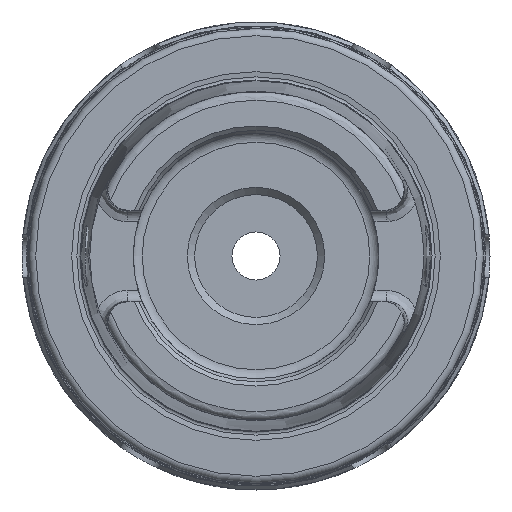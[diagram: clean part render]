
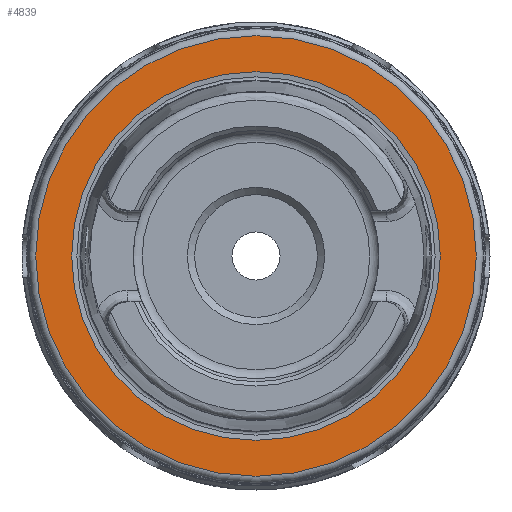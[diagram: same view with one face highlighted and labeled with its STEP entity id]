
A CAD part, left-side view. The second image highlights one B-rep face of the part: STEP entity #4839.
In plain terms, the highlighted planar face has unit normal (-1, 0, 0).
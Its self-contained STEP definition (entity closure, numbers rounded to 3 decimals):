
#90=FACE_BOUND('',#718,.T.);
#206=PLANE('',#5293);
#447=FACE_OUTER_BOUND('',#717,.T.);
#717=EDGE_LOOP('',(#3985,#3986));
#718=EDGE_LOOP('',(#3987,#3988));
#1169=CIRCLE('',#5291,25.521);
#1170=CIRCLE('',#5292,25.521);
#1171=CIRCLE('',#5294,30.5);
#1172=CIRCLE('',#5295,30.5);
#2082=VERTEX_POINT('',#9716);
#2083=VERTEX_POINT('',#9718);
#2084=VERTEX_POINT('',#9722);
#2085=VERTEX_POINT('',#9723);
#2763=EDGE_CURVE('',#2083,#2082,#1169,.T.);
#2764=EDGE_CURVE('',#2082,#2083,#1170,.T.);
#2765=EDGE_CURVE('',#2084,#2085,#1171,.T.);
#2766=EDGE_CURVE('',#2085,#2084,#1172,.T.);
#3985=ORIENTED_EDGE('',*,*,#2765,.F.);
#3986=ORIENTED_EDGE('',*,*,#2766,.F.);
#3987=ORIENTED_EDGE('',*,*,#2763,.T.);
#3988=ORIENTED_EDGE('',*,*,#2764,.T.);
#4839=ADVANCED_FACE('',(#447,#90),#206,.T.);
#5291=AXIS2_PLACEMENT_3D('',#9719,#6357,#6358);
#5292=AXIS2_PLACEMENT_3D('',#9720,#6359,#6360);
#5293=AXIS2_PLACEMENT_3D('',#9721,#6361,#6362);
#5294=AXIS2_PLACEMENT_3D('',#9724,#6363,#6364);
#5295=AXIS2_PLACEMENT_3D('',#9725,#6365,#6366);
#6357=DIRECTION('center_axis',(1.,0.,0.));
#6358=DIRECTION('ref_axis',(0.,0.,-1.));
#6359=DIRECTION('center_axis',(1.,0.,0.));
#6360=DIRECTION('ref_axis',(0.,0.,-1.));
#6361=DIRECTION('center_axis',(-1.,0.,0.));
#6362=DIRECTION('ref_axis',(0.,0.,1.));
#6363=DIRECTION('center_axis',(1.,0.,0.));
#6364=DIRECTION('ref_axis',(0.,0.,-1.));
#6365=DIRECTION('center_axis',(1.,0.,0.));
#6366=DIRECTION('ref_axis',(0.,0.,-1.));
#9716=CARTESIAN_POINT('',(0.,-25.521,0.));
#9718=CARTESIAN_POINT('',(0.,25.521,0.));
#9719=CARTESIAN_POINT('Origin',(0.,0.,
0.));
#9720=CARTESIAN_POINT('Origin',(0.,0.,
0.));
#9721=CARTESIAN_POINT('Origin',(0.,30.5,0.));
#9722=CARTESIAN_POINT('',(0.,30.5,0.));
#9723=CARTESIAN_POINT('',(0.,0.,30.5));
#9724=CARTESIAN_POINT('Origin',(0.,0.,
0.));
#9725=CARTESIAN_POINT('Origin',(0.,0.,
0.));
